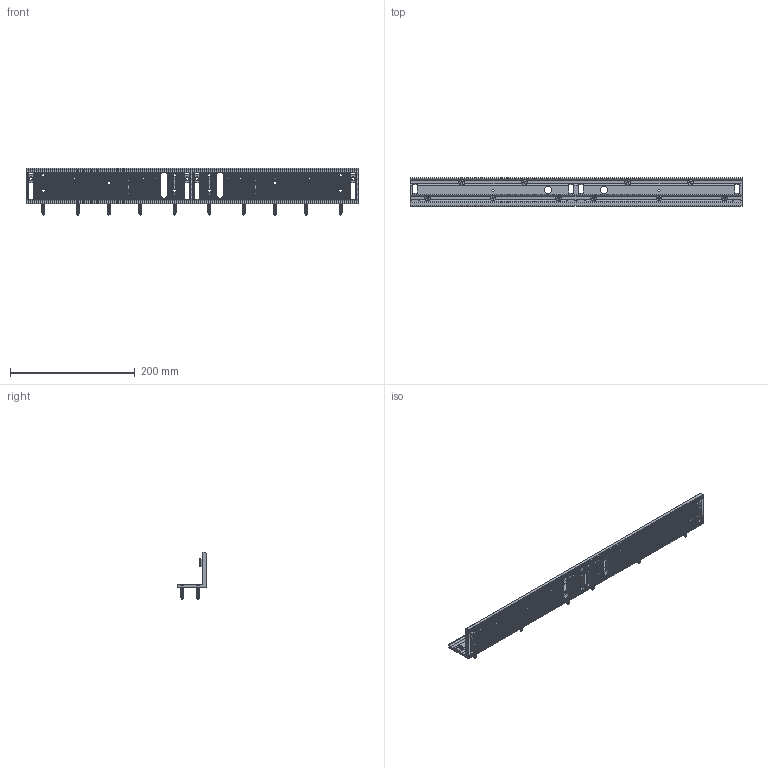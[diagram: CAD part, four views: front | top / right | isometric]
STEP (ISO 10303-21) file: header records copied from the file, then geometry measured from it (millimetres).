
FILE_DESCRIPTION (( 'STEP AP214' ), '1' );
FILE_NAME ('EF550L-2.step', '2021-07-29T14:16:16', ( '' ), ( '' ), 'SwSTEP 2.0', 'SolidWorks 2020', '' );
FILE_SCHEMA (( 'AUTOMOTIVE_DESIGN' ));
Length unit declared in the file: millimetre
Products named in the file (16): Tapping screw DIN 7982-ST4.8x25-C-H-S-3; EF550-L COMMUN VENTOUSE EF550 DOUBLE R3-1; T-NUTS MODIFIES-2; Tapping screw DIN 7982-ST4.8x25-C-H-S-6; Tapping screw DIN 7982-ST4.8x25-C-H-S-7; T-NUTS MODIFIES-4; Tapping screw DIN 7982-ST4.8x25-C-H-S-1; Tapping screw DIN 7982-ST4.8x25-C-H-S-10; Tapping screw DIN 7982-ST4.8x25-C-H-S-2; Tapping screw DIN 7982-ST4.8x25-C-H-S-8; Tapping screw DIN 7982-ST4.8x25-C-H-S-9; EF550L-2; Tapping screw DIN 7982-ST4.8x25-C-H-S-4; T-NUTS MODIFIES-3; Tapping screw DIN 7982-ST4.8x25-C-H-S-5; T-NUTS MODIFIES-1
Assembly tree (15 placements, depth 2):
  EF550L-2
    EF550-L COMMUN VENTOUSE EF550 DOUBLE R3-1
    Tapping screw DIN 7982-ST4.8x25-C-H-S-1
    Tapping screw DIN 7982-ST4.8x25-C-H-S-10
    Tapping screw DIN 7982-ST4.8x25-C-H-S-6
    Tapping screw DIN 7982-ST4.8x25-C-H-S-9
    Tapping screw DIN 7982-ST4.8x25-C-H-S-2
    Tapping screw DIN 7982-ST4.8x25-C-H-S-5
    Tapping screw DIN 7982-ST4.8x25-C-H-S-3
    Tapping screw DIN 7982-ST4.8x25-C-H-S-7
    Tapping screw DIN 7982-ST4.8x25-C-H-S-8
    Tapping screw DIN 7982-ST4.8x25-C-H-S-4
    T-NUTS MODIFIES-1
    T-NUTS MODIFIES-2
    T-NUTS MODIFIES-3
    T-NUTS MODIFIES-4
Bounding box: 532 x 45.69 x 76 mm (x, y, z)
Volume: 273732.3 mm3; surface area: 122557.7 mm2
Topology: 15 solids, 15 shells, 2123 faces, 5485 edges, 3348 vertices
Faces by surface type: cylinder 870, plane 617, cone 596, bspline 40
Entity records: 65667 total; most frequent: CARTESIAN_POINT 13464, ORIENTED_EDGE 10930, DIRECTION 10867, EDGE_CURVE 5465, AXIS2_PLACEMENT_3D 3847, VERTEX_POINT 3348, LINE 3173, VECTOR 3173
